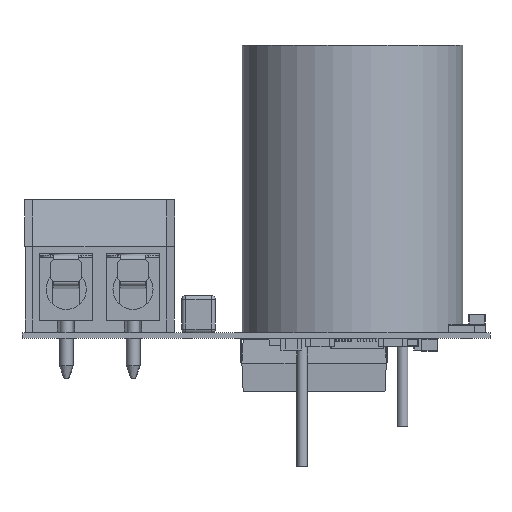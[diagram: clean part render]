
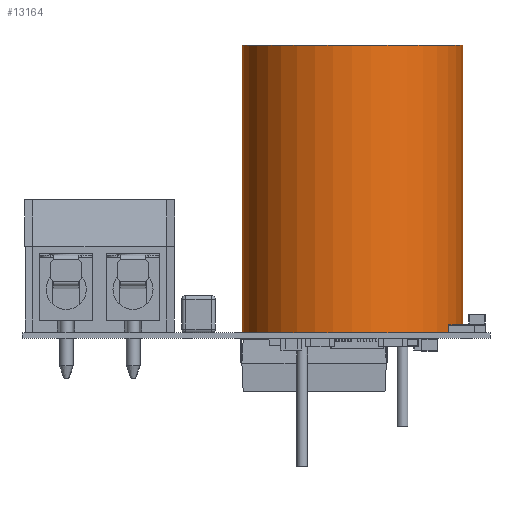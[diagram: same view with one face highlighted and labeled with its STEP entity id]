
A CAD part, front view. The second image highlights one B-rep face of the part: STEP entity #13164.
In plain terms, the highlighted cylindrical face has radius 8.25 mm (diameter 16.5 mm), a full revolution.
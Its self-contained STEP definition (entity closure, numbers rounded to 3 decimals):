
#13164 = ADVANCED_FACE('',(#13165),#13192,.T.);
#13165 = FACE_BOUND('',#13166,.T.);
#13166 = EDGE_LOOP('',(#13167,#13176,#13184,#13191));
#13167 = ORIENTED_EDGE('',*,*,#13168,.F.);
#13168 = EDGE_CURVE('',#13169,#13169,#13171,.T.);
#13169 = VERTEX_POINT('',#13170);
#13170 = CARTESIAN_POINT('',(8.25,0.,21.5));
#13171 = CIRCLE('',#13172,8.25);
#13172 = AXIS2_PLACEMENT_3D('',#13173,#13174,#13175);
#13173 = CARTESIAN_POINT('',(0.,0.,21.5));
#13174 = DIRECTION('',(0.,0.,1.));
#13175 = DIRECTION('',(1.,0.,-0.));
#13176 = ORIENTED_EDGE('',*,*,#13177,.F.);
#13177 = EDGE_CURVE('',#13178,#13169,#13180,.T.);
#13178 = VERTEX_POINT('',#13179);
#13179 = CARTESIAN_POINT('',(8.25,0.,0.));
#13180 = LINE('',#13181,#13182);
#13181 = CARTESIAN_POINT('',(8.25,0.,0.));
#13182 = VECTOR('',#13183,1.);
#13183 = DIRECTION('',(0.,0.,1.));
#13184 = ORIENTED_EDGE('',*,*,#13185,.T.);
#13185 = EDGE_CURVE('',#13178,#13178,#13186,.T.);
#13186 = CIRCLE('',#13187,8.25);
#13187 = AXIS2_PLACEMENT_3D('',#13188,#13189,#13190);
#13188 = CARTESIAN_POINT('',(0.,0.,0.));
#13189 = DIRECTION('',(0.,0.,1.));
#13190 = DIRECTION('',(1.,0.,-0.));
#13191 = ORIENTED_EDGE('',*,*,#13177,.T.);
#13192 = CYLINDRICAL_SURFACE('',#13193,8.25);
#13193 = AXIS2_PLACEMENT_3D('',#13194,#13195,#13196);
#13194 = CARTESIAN_POINT('',(0.,0.,0.));
#13195 = DIRECTION('',(0.,0.,1.));
#13196 = DIRECTION('',(1.,0.,-0.));
